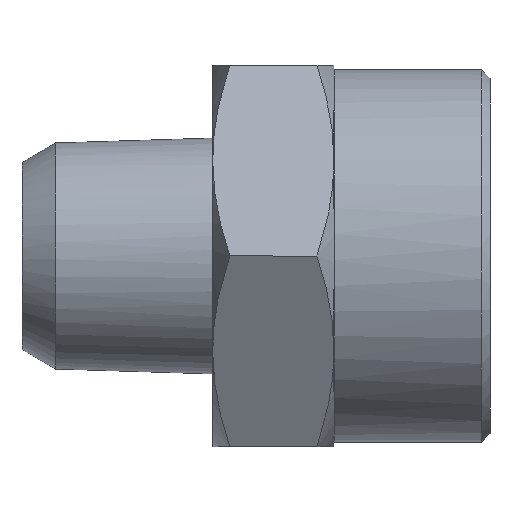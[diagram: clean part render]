
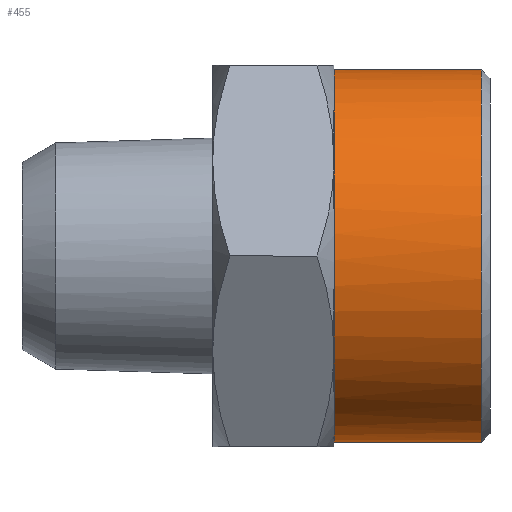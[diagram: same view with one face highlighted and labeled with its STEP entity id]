
A CAD part, left-side view. The second image highlights one B-rep face of the part: STEP entity #455.
In plain terms, the highlighted free-form (B-spline) face has degree [1, 3] with [2, 4] control points.
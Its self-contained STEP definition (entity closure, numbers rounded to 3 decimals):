
#43 = CARTESIAN_POINT ( 'NONE',  ( -10.681, 9., -1.405 ) ) ;
#46 = CARTESIAN_POINT ( 'NONE',  ( -10.681, 9., 1.405 ) ) ;
#63 = CARTESIAN_POINT ( 'NONE',  ( -4.766, 9., 9.662 ) ) ;
#97 = ORIENTED_EDGE ( 'NONE', *, *, #1662, .F. ) ;
#107 = CARTESIAN_POINT ( 'NONE',  ( 0., 9., 10.75 ) ) ;
#199 = CARTESIAN_POINT ( 'NONE',  ( -1.405, 9., -10.681 ) ) ;
#240 = CARTESIAN_POINT ( 'NONE',  ( 0., 9., -10.75 ) ) ;
#254 = CARTESIAN_POINT ( 'NONE',  ( -21.5, 0.5, 10.75 ) ) ;
#271 = B_SPLINE_CURVE_WITH_KNOTS ( 'NONE', 1,
 ( #749, #107 ),
 .UNSPECIFIED., .F., .F.,
 ( 2, 2 ),
 ( -1., 0. ),
 .UNSPECIFIED. ) ;
#372 = CARTESIAN_POINT ( 'NONE',  ( -9.33, 9., -5.385 ) ) ;
#455 = ADVANCED_FACE ( 'NONE', ( #702 ), #468, .F. ) ;
#460 = B_SPLINE_CURVE_WITH_KNOTS ( 'NONE', 3,
 ( #830, #1782, #199, #1471, #821, #1630, #1300, #1306, #1945, #978, #1937, #372, #1952, #983, #1141, #43, #1464, #527, #46, #1154, #533, #1474, #540, #685, #549, #1651, #694, #1309, #63, #1957, #823, #1156, #993, #1635 ),
 .UNSPECIFIED., .F., .F.,
 ( 4, 2, 2, 2, 2, 2, 2, 2, 2, 2, 2, 2, 2, 2, 2, 2, 4 ),
 ( 0., 0.196, 0.393, 0.589, 0.785, 0.982, 1.178, 1.374, 1.571, 1.767, 1.963, 2.16, 2.356, 2.553, 2.749, 2.945, 3.142 ),
 .UNSPECIFIED. ) ;
#468 =( BOUNDED_SURFACE ( )  B_SPLINE_SURFACE ( 1, 3, ( 
 ( #1793, #1668, #720, #240 ),
 ( #872, #254, #562, #1353 ) ),
 .UNSPECIFIED., .F., .F., .F. ) 
 B_SPLINE_SURFACE_WITH_KNOTS ( ( 2, 2 ),
 ( 4, 4 ),
 ( 0., 1. ),
 ( 0., 1. ),
 .UNSPECIFIED. ) 
 GEOMETRIC_REPRESENTATION_ITEM ( )  RATIONAL_B_SPLINE_SURFACE ( (
 ( 1., 0.333, 0.333, 1.),
 ( 1., 0.333, 0.333, 1.) ) ) 
 REPRESENTATION_ITEM ( '' )  SURFACE ( )  );
#471 = CARTESIAN_POINT ( 'NONE',  ( 0., 0.5, -10.75 ) ) ;
#527 = CARTESIAN_POINT ( 'NONE',  ( -10.75, 9., 0.706 ) ) ;
#533 = CARTESIAN_POINT ( 'NONE',  ( -10.202, 9., 3.462 ) ) ;
#540 = CARTESIAN_POINT ( 'NONE',  ( -9.33, 9., 5.385 ) ) ;
#549 = CARTESIAN_POINT ( 'NONE',  ( -8.101, 9., 7.102 ) ) ;
#562 = CARTESIAN_POINT ( 'NONE',  ( -21.5, 0.5, -10.75 ) ) ;
#585 = B_SPLINE_CURVE_WITH_KNOTS ( 'NONE', 1,
 ( #628, #757 ),
 .UNSPECIFIED., .F., .F.,
 ( 2, 2 ),
 ( -1., 0. ),
 .UNSPECIFIED. ) ;
#628 = CARTESIAN_POINT ( 'NONE',  ( 0., 9., -10.75 ) ) ;
#629 = CARTESIAN_POINT ( 'NONE',  ( 0., 0.5, 10.75 ) ) ;
#652 = VERTEX_POINT ( 'NONE', #1694 ) ;
#685 = CARTESIAN_POINT ( 'NONE',  ( -8.546, 9., 6.559 ) ) ;
#694 = CARTESIAN_POINT ( 'NONE',  ( -6.559, 9., 8.546 ) ) ;
#702 = FACE_OUTER_BOUND ( 'NONE', #1590, .T. ) ;
#720 = CARTESIAN_POINT ( 'NONE',  ( -21.5, 9., -10.75 ) ) ;
#749 = CARTESIAN_POINT ( 'NONE',  ( 0., 0.5, 10.75 ) ) ;
#757 = CARTESIAN_POINT ( 'NONE',  ( 0., 0.5, -10.75 ) ) ;
#821 = CARTESIAN_POINT ( 'NONE',  ( -3.462, 9., -10.202 ) ) ;
#823 = CARTESIAN_POINT ( 'NONE',  ( -2.79, 9., 10.406 ) ) ;
#830 = CARTESIAN_POINT ( 'NONE',  ( 0., 9., -10.75 ) ) ;
#872 = CARTESIAN_POINT ( 'NONE',  ( 0., 0.5, 10.75 ) ) ;
#920 = ORIENTED_EDGE ( 'NONE', *, *, #984, .T. ) ;
#928 = CARTESIAN_POINT ( 'NONE',  ( -21.5, 0.5, -10.75 ) ) ;
#978 = CARTESIAN_POINT ( 'NONE',  ( -8.101, 9., -7.102 ) ) ;
#983 = CARTESIAN_POINT ( 'NONE',  ( -10.202, 9., -3.462 ) ) ;
#984 = EDGE_CURVE ( 'NONE', #1454, #652, #271, .T. ) ;
#993 = CARTESIAN_POINT ( 'NONE',  ( -0.706, 9., 10.75 ) ) ;
#1057 = CARTESIAN_POINT ( 'NONE',  ( 0., 0.5, 10.75 ) ) ;
#1141 = CARTESIAN_POINT ( 'NONE',  ( -10.406, 9., -2.79 ) ) ;
#1154 = CARTESIAN_POINT ( 'NONE',  ( -10.406, 9., 2.79 ) ) ;
#1156 = CARTESIAN_POINT ( 'NONE',  ( -1.405, 9., 10.681 ) ) ;
#1233 =( BOUNDED_CURVE ( )  B_SPLINE_CURVE ( 3, ( #471, #928, #2057, #629 ),
 .UNSPECIFIED., .F., .F. ) 
 B_SPLINE_CURVE_WITH_KNOTS ( ( 4, 4 ),
 ( -3.142, 0. ),
 .UNSPECIFIED. ) 
 CURVE ( )  GEOMETRIC_REPRESENTATION_ITEM ( )  RATIONAL_B_SPLINE_CURVE ( ( 1., 0.333, 0.333, 1. ) ) 
 REPRESENTATION_ITEM ( '' )  );
#1300 = CARTESIAN_POINT ( 'NONE',  ( -5.385, 9., -9.33 ) ) ;
#1306 = CARTESIAN_POINT ( 'NONE',  ( -6.559, 9., -8.546 ) ) ;
#1309 = CARTESIAN_POINT ( 'NONE',  ( -5.385, 9., 9.33 ) ) ;
#1353 = CARTESIAN_POINT ( 'NONE',  ( 0., 0.5, -10.75 ) ) ;
#1356 = VERTEX_POINT ( 'NONE', #1576 ) ;
#1375 = EDGE_CURVE ( 'NONE', #1356, #1440, #585, .T. ) ;
#1440 = VERTEX_POINT ( 'NONE', #2040 ) ;
#1454 = VERTEX_POINT ( 'NONE', #1057 ) ;
#1464 = CARTESIAN_POINT ( 'NONE',  ( -10.75, 9., -0.706 ) ) ;
#1471 = CARTESIAN_POINT ( 'NONE',  ( -2.79, 9., -10.406 ) ) ;
#1474 = CARTESIAN_POINT ( 'NONE',  ( -9.662, 9., 4.766 ) ) ;
#1507 = EDGE_CURVE ( 'NONE', #1440, #1454, #1233, .T. ) ;
#1559 = ORIENTED_EDGE ( 'NONE', *, *, #1507, .T. ) ;
#1576 = CARTESIAN_POINT ( 'NONE',  ( 0., 9., -10.75 ) ) ;
#1590 = EDGE_LOOP ( 'NONE', ( #97, #2044, #1559, #920 ) ) ;
#1630 = CARTESIAN_POINT ( 'NONE',  ( -4.766, 9., -9.662 ) ) ;
#1635 = CARTESIAN_POINT ( 'NONE',  ( 0., 9., 10.75 ) ) ;
#1651 = CARTESIAN_POINT ( 'NONE',  ( -7.102, 9., 8.101 ) ) ;
#1662 = EDGE_CURVE ( 'NONE', #1356, #652, #460, .T. ) ;
#1668 = CARTESIAN_POINT ( 'NONE',  ( -21.5, 9., 10.75 ) ) ;
#1694 = CARTESIAN_POINT ( 'NONE',  ( 0., 9., 10.75 ) ) ;
#1782 = CARTESIAN_POINT ( 'NONE',  ( -0.706, 9., -10.75 ) ) ;
#1793 = CARTESIAN_POINT ( 'NONE',  ( 0., 9., 10.75 ) ) ;
#1937 = CARTESIAN_POINT ( 'NONE',  ( -8.546, 9., -6.559 ) ) ;
#1945 = CARTESIAN_POINT ( 'NONE',  ( -7.102, 9., -8.101 ) ) ;
#1952 = CARTESIAN_POINT ( 'NONE',  ( -9.662, 9., -4.766 ) ) ;
#1957 = CARTESIAN_POINT ( 'NONE',  ( -3.462, 9., 10.202 ) ) ;
#2040 = CARTESIAN_POINT ( 'NONE',  ( 0., 0.5, -10.75 ) ) ;
#2044 = ORIENTED_EDGE ( 'NONE', *, *, #1375, .T. ) ;
#2057 = CARTESIAN_POINT ( 'NONE',  ( -21.5, 0.5, 10.75 ) ) ;
